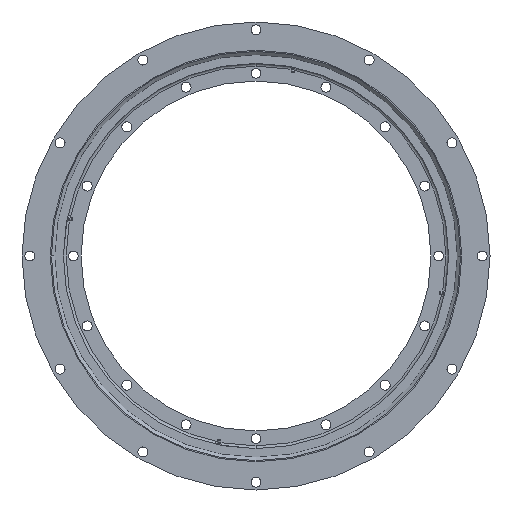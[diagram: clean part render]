
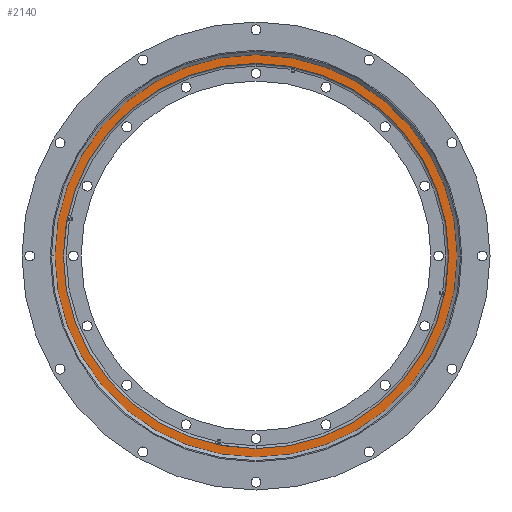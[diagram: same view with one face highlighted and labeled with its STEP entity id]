
A CAD part, front view. The second image highlights one B-rep face of the part: STEP entity #2140.
In plain terms, the highlighted planar face has unit normal (0, -1, 0).
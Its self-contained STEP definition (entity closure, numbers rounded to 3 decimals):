
#251 = AXIS2_PLACEMENT_3D ( 'NONE', #5164, #1536, #8732 ) ;
#546 = DIRECTION ( 'NONE',  ( 0., 0., 1. ) ) ;
#550 = DIRECTION ( 'NONE',  ( 0., 1., 0. ) ) ;
#556 = CARTESIAN_POINT ( 'NONE',  ( 0., -18., 0. ) ) ;
#775 = VERTEX_POINT ( 'NONE', #8461 ) ;
#1080 = CIRCLE ( 'NONE', #5548, 368.25 ) ;
#1330 = CARTESIAN_POINT ( 'NONE',  ( 0., -18., -368.25 ) ) ;
#1536 = DIRECTION ( 'NONE',  ( 0., 1., 0. ) ) ;
#1611 = ORIENTED_EDGE ( 'NONE', *, *, #3281, .F. ) ;
#1809 = CIRCLE ( 'NONE', #2477, 368.25 ) ;
#1831 = ORIENTED_EDGE ( 'NONE', *, *, #2953, .F. ) ;
#2140 = ADVANCED_FACE ( 'NONE', ( #5139, #4886 ), #5996, .F. ) ;
#2145 = CARTESIAN_POINT ( 'NONE',  ( 0., -18., 349. ) ) ;
#2477 = AXIS2_PLACEMENT_3D ( 'NONE', #556, #550, #546 ) ;
#2554 = DIRECTION ( 'NONE',  ( 0., 0., 1. ) ) ;
#2953 = EDGE_CURVE ( 'NONE', #10036, #775, #1809, .T. ) ;
#3281 = EDGE_CURVE ( 'NONE', #775, #10036, #1080, .T. ) ;
#3410 = CARTESIAN_POINT ( 'NONE',  ( 0., -18., 0. ) ) ;
#3667 = ORIENTED_EDGE ( 'NONE', *, *, #7826, .T. ) ;
#4886 = FACE_OUTER_BOUND ( 'NONE', #6742, .T. ) ;
#4955 = CARTESIAN_POINT ( 'NONE',  ( 0., -18., -349. ) ) ;
#5139 = FACE_BOUND ( 'NONE', #7548, .T. ) ;
#5164 = CARTESIAN_POINT ( 'NONE',  ( 0., -18., 0. ) ) ;
#5262 = VERTEX_POINT ( 'NONE', #2145 ) ;
#5548 = AXIS2_PLACEMENT_3D ( 'NONE', #7799, #7767, #7798 ) ;
#5847 = EDGE_CURVE ( 'NONE', #5262, #7518, #9287, .T. ) ;
#5974 = DIRECTION ( 'NONE',  ( 0., 0., 1. ) ) ;
#5982 = DIRECTION ( 'NONE',  ( 0., 1., 0. ) ) ;
#5996 = PLANE ( 'NONE',  #6957 ) ;
#6115 = CARTESIAN_POINT ( 'NONE',  ( 0., -18., 317. ) ) ;
#6742 = EDGE_LOOP ( 'NONE', ( #1611, #1831 ) ) ;
#6925 = CIRCLE ( 'NONE', #251, 349. ) ;
#6957 = AXIS2_PLACEMENT_3D ( 'NONE', #6115, #5982, #5974 ) ;
#7518 = VERTEX_POINT ( 'NONE', #4955 ) ;
#7548 = EDGE_LOOP ( 'NONE', ( #8375, #3667 ) ) ;
#7767 = DIRECTION ( 'NONE',  ( 0., 1., 0. ) ) ;
#7798 = DIRECTION ( 'NONE',  ( 0., 0., 1. ) ) ;
#7799 = CARTESIAN_POINT ( 'NONE',  ( 0., -18., 0. ) ) ;
#7826 = EDGE_CURVE ( 'NONE', #7518, #5262, #6925, .T. ) ;
#8024 = DIRECTION ( 'NONE',  ( 0., 1., 0. ) ) ;
#8375 = ORIENTED_EDGE ( 'NONE', *, *, #5847, .T. ) ;
#8461 = CARTESIAN_POINT ( 'NONE',  ( 0., -18., 368.25 ) ) ;
#8732 = DIRECTION ( 'NONE',  ( 0., 0., 1. ) ) ;
#9287 = CIRCLE ( 'NONE', #9965, 349. ) ;
#9965 = AXIS2_PLACEMENT_3D ( 'NONE', #3410, #8024, #2554 ) ;
#10036 = VERTEX_POINT ( 'NONE', #1330 ) ;
